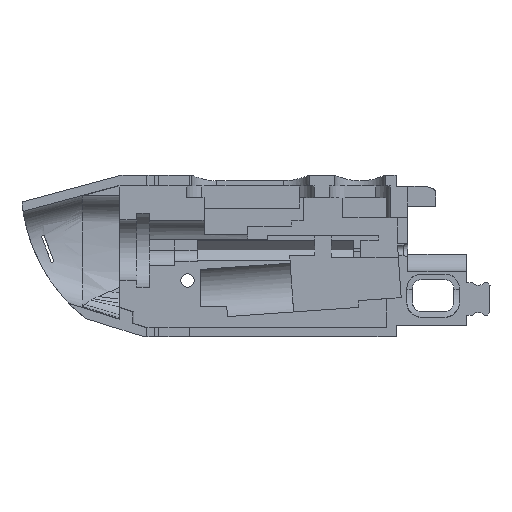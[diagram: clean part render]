
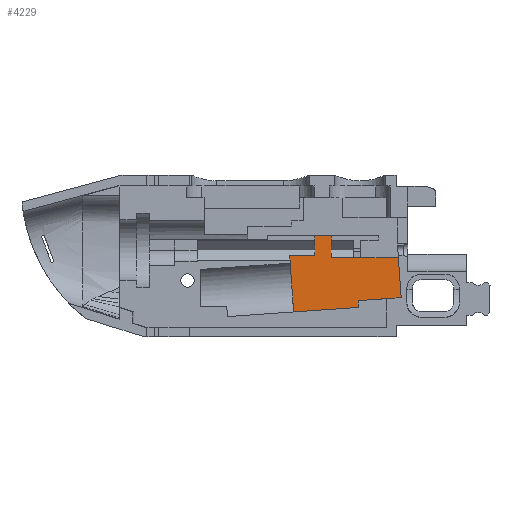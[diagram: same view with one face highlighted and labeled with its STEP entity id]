
A CAD part, front view. The second image highlights one B-rep face of the part: STEP entity #4229.
In plain terms, the highlighted planar face has unit normal (0, -1, 0).
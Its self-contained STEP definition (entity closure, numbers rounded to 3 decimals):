
#221=FACE_OUTER_BOUND('',#460,.T.);
#460=EDGE_LOOP('',(#3010,#3011,#3012,#3013,#3014,#3015,#3016,#3017,#3018,
#3019,#3020,#3021));
#880=LINE('',#6768,#1348);
#881=LINE('',#6770,#1349);
#882=LINE('',#6772,#1350);
#883=LINE('',#6774,#1351);
#884=LINE('',#6776,#1352);
#885=LINE('',#6778,#1353);
#886=LINE('',#6780,#1354);
#887=LINE('',#6782,#1355);
#888=LINE('',#6784,#1356);
#889=LINE('',#6786,#1357);
#890=LINE('',#6788,#1358);
#891=LINE('',#6789,#1359);
#1348=VECTOR('',#4981,10.);
#1349=VECTOR('',#4982,10.);
#1350=VECTOR('',#4983,10.);
#1351=VECTOR('',#4984,10.);
#1352=VECTOR('',#4985,10.);
#1353=VECTOR('',#4986,10.);
#1354=VECTOR('',#4987,10.);
#1355=VECTOR('',#4988,10.);
#1356=VECTOR('',#4989,10.);
#1357=VECTOR('',#4990,10.);
#1358=VECTOR('',#4991,10.);
#1359=VECTOR('',#4992,10.);
#1822=VERTEX_POINT('',#6766);
#1823=VERTEX_POINT('',#6767);
#1824=VERTEX_POINT('',#6769);
#1825=VERTEX_POINT('',#6771);
#1826=VERTEX_POINT('',#6773);
#1827=VERTEX_POINT('',#6775);
#1828=VERTEX_POINT('',#6777);
#1829=VERTEX_POINT('',#6779);
#1830=VERTEX_POINT('',#6781);
#1831=VERTEX_POINT('',#6783);
#1832=VERTEX_POINT('',#6785);
#1833=VERTEX_POINT('',#6787);
#2276=EDGE_CURVE('',#1822,#1823,#880,.T.);
#2277=EDGE_CURVE('',#1823,#1824,#881,.T.);
#2278=EDGE_CURVE('',#1824,#1825,#882,.T.);
#2279=EDGE_CURVE('',#1825,#1826,#883,.T.);
#2280=EDGE_CURVE('',#1826,#1827,#884,.T.);
#2281=EDGE_CURVE('',#1827,#1828,#885,.T.);
#2282=EDGE_CURVE('',#1828,#1829,#886,.T.);
#2283=EDGE_CURVE('',#1829,#1830,#887,.T.);
#2284=EDGE_CURVE('',#1830,#1831,#888,.T.);
#2285=EDGE_CURVE('',#1831,#1832,#889,.T.);
#2286=EDGE_CURVE('',#1832,#1833,#890,.T.);
#2287=EDGE_CURVE('',#1833,#1822,#891,.T.);
#3010=ORIENTED_EDGE('',*,*,#2276,.T.);
#3011=ORIENTED_EDGE('',*,*,#2277,.T.);
#3012=ORIENTED_EDGE('',*,*,#2278,.T.);
#3013=ORIENTED_EDGE('',*,*,#2279,.T.);
#3014=ORIENTED_EDGE('',*,*,#2280,.T.);
#3015=ORIENTED_EDGE('',*,*,#2281,.T.);
#3016=ORIENTED_EDGE('',*,*,#2282,.T.);
#3017=ORIENTED_EDGE('',*,*,#2283,.T.);
#3018=ORIENTED_EDGE('',*,*,#2284,.T.);
#3019=ORIENTED_EDGE('',*,*,#2285,.T.);
#3020=ORIENTED_EDGE('',*,*,#2286,.T.);
#3021=ORIENTED_EDGE('',*,*,#2287,.T.);
#4043=PLANE('',#4500);
#4229=ADVANCED_FACE('',(#221),#4043,.T.);
#4500=AXIS2_PLACEMENT_3D('',#6765,#4979,#4980);
#4979=DIRECTION('center_axis',(0.,-1.,0.));
#4980=DIRECTION('ref_axis',(0.,0.,1.));
#4981=DIRECTION('',(0.998,0.,0.07));
#4982=DIRECTION('',(-0.07,0.,0.998));
#4983=DIRECTION('',(0.998,0.,0.07));
#4984=DIRECTION('',(-0.07,0.,0.998));
#4985=DIRECTION('',(-1.,0.,0.));
#4986=DIRECTION('',(-1.,0.,0.));
#4987=DIRECTION('',(0.,0.,1.));
#4988=DIRECTION('',(-1.,0.,0.));
#4989=DIRECTION('',(0.,0.,-1.));
#4990=DIRECTION('',(-1.,0.,0.));
#4991=DIRECTION('',(0.07,0.,-0.998));
#4992=DIRECTION('',(0.07,0.,-0.998));
#6765=CARTESIAN_POINT('Origin',(0.598,7.065,-19.8));
#6766=CARTESIAN_POINT('',(-24.788,7.065,-18.054));
#6767=CARTESIAN_POINT('',(-10.922,7.065,-17.085));
#6768=CARTESIAN_POINT('',(-24.788,7.065,-18.054));
#6769=CARTESIAN_POINT('',(-11.022,7.065,-15.648));
#6770=CARTESIAN_POINT('',(-10.922,7.065,-17.085));
#6771=CARTESIAN_POINT('',(-1.895,7.065,-15.01));
#6772=CARTESIAN_POINT('',(-11.022,7.065,-15.648));
#6773=CARTESIAN_POINT('',(-2.491,7.065,-6.485));
#6774=CARTESIAN_POINT('',(-1.895,7.065,-15.01));
#6775=CARTESIAN_POINT('',(-10.5,7.065,-6.485));
#6776=CARTESIAN_POINT('',(-2.491,7.065,-6.485));
#6777=CARTESIAN_POINT('',(-16.744,7.065,-6.485));
#6778=CARTESIAN_POINT('',(-10.5,7.065,-6.485));
#6779=CARTESIAN_POINT('',(-16.744,7.065,-1.8));
#6780=CARTESIAN_POINT('',(-16.744,7.065,-6.485));
#6781=CARTESIAN_POINT('',(-20.284,7.065,-1.8));
#6782=CARTESIAN_POINT('',(-16.744,7.065,-1.8));
#6783=CARTESIAN_POINT('',(-20.284,7.065,-6.085));
#6784=CARTESIAN_POINT('',(-20.284,7.065,-1.8));
#6785=CARTESIAN_POINT('',(-25.625,7.065,-6.085));
#6786=CARTESIAN_POINT('',(-20.284,7.065,-6.085));
#6787=CARTESIAN_POINT('',(-25.151,7.065,-12.867));
#6788=CARTESIAN_POINT('',(-25.625,7.065,-6.085));
#6789=CARTESIAN_POINT('',(-25.151,7.065,-12.867));
